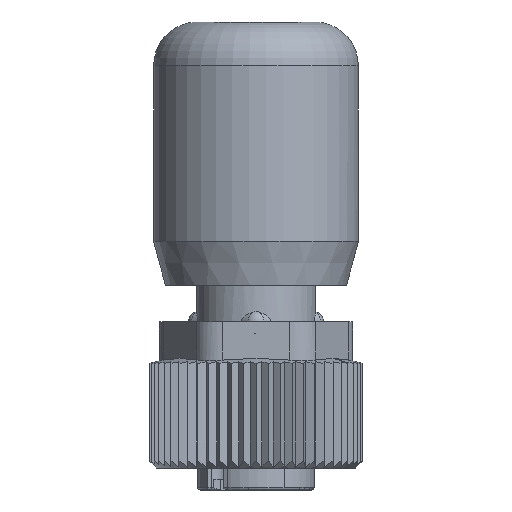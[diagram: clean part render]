
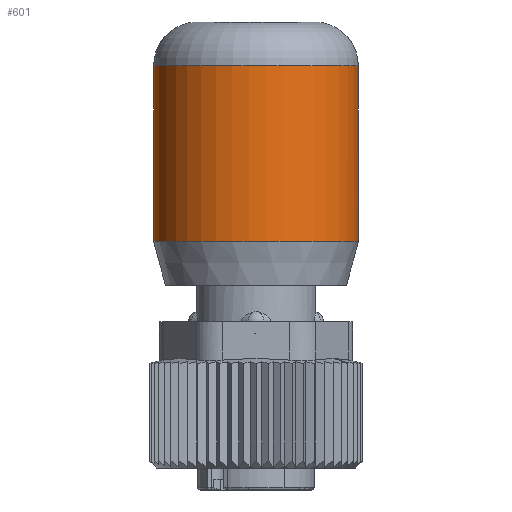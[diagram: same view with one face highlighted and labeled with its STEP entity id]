
A CAD part, front view. The second image highlights one B-rep face of the part: STEP entity #601.
In plain terms, the highlighted cylindrical face has radius 7 mm (diameter 14 mm), a partial arc.
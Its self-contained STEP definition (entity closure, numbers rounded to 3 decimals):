
#328=AXIS2_PLACEMENT_3D('Cylinder Axis2P3D',#325,#326,#327) ;
#571=AXIS2_PLACEMENT_3D('Circle Axis2P3D',#569,#570,$) ;
#578=AXIS2_PLACEMENT_3D('Circle Axis2P3D',#576,#577,$) ;
#583=AXIS2_PLACEMENT_3D('Circle Axis2P3D',#581,#582,$) ;
#590=AXIS2_PLACEMENT_3D('Circle Axis2P3D',#588,#589,$) ;
#325=CARTESIAN_POINT('Axis2P3D Location',(7.261,7.3,25.)) ;
#334=CARTESIAN_POINT('Vertex',(14.261,7.3,29.)) ;
#339=CARTESIAN_POINT('Line Origine',(14.261,7.3,25.)) ;
#343=CARTESIAN_POINT('Vertex',(14.261,7.3,17.)) ;
#350=CARTESIAN_POINT('Vertex',(0.261,7.3,17.)) ;
#353=CARTESIAN_POINT('Line Origine',(0.261,7.3,25.)) ;
#357=CARTESIAN_POINT('Vertex',(0.261,7.3,29.)) ;
#569=CARTESIAN_POINT('Axis2P3D Location',(7.261,7.3,29.)) ;
#573=CARTESIAN_POINT('Vertex',(13.52,4.164,29.)) ;
#576=CARTESIAN_POINT('Axis2P3D Location',(7.261,7.3,29.)) ;
#581=CARTESIAN_POINT('Axis2P3D Location',(7.261,7.3,17.)) ;
#585=CARTESIAN_POINT('Vertex',(13.952,5.242,17.)) ;
#588=CARTESIAN_POINT('Axis2P3D Location',(7.261,7.3,17.)) ;
#326=DIRECTION('Axis2P3D Direction',(0.,0.,1.)) ;
#327=DIRECTION('Axis2P3D XDirection',(1.,0.,0.)) ;
#340=DIRECTION('Vector Direction',(0.,0.,1.)) ;
#354=DIRECTION('Vector Direction',(0.,0.,1.)) ;
#570=DIRECTION('Axis2P3D Direction',(0.,0.,1.)) ;
#577=DIRECTION('Axis2P3D Direction',(0.,0.,1.)) ;
#582=DIRECTION('Axis2P3D Direction',(0.,0.,1.)) ;
#589=DIRECTION('Axis2P3D Direction',(0.,0.,1.)) ;
#341=VECTOR('Line Direction',#340,1.) ;
#355=VECTOR('Line Direction',#354,1.) ;
#594=ORIENTED_EDGE('',*,*,#345,.T.) ;
#595=ORIENTED_EDGE('',*,*,#575,.F.) ;
#596=ORIENTED_EDGE('',*,*,#580,.F.) ;
#597=ORIENTED_EDGE('',*,*,#359,.F.) ;
#598=ORIENTED_EDGE('',*,*,#587,.T.) ;
#599=ORIENTED_EDGE('',*,*,#592,.T.) ;
#601=ADVANCED_FACE('Hauptk\X2\00F6\X0\rper',(#600),#329,.T.) ;
#572=CIRCLE('generated circle',#571,7.) ;
#579=CIRCLE('generated circle',#578,7.) ;
#584=CIRCLE('generated circle',#583,7.) ;
#591=CIRCLE('generated circle',#590,7.) ;
#329=CYLINDRICAL_SURFACE('generated cylinder',#328,7.) ;
#345=EDGE_CURVE('',#344,#335,#342,.T.) ;
#359=EDGE_CURVE('',#351,#358,#356,.T.) ;
#575=EDGE_CURVE('',#574,#335,#572,.T.) ;
#580=EDGE_CURVE('',#358,#574,#579,.T.) ;
#587=EDGE_CURVE('',#351,#586,#584,.T.) ;
#592=EDGE_CURVE('',#586,#344,#591,.T.) ;
#593=EDGE_LOOP('',(#594,#595,#596,#597,#598,#599)) ;
#600=FACE_OUTER_BOUND('',#593,.T.) ;
#342=LINE('Line',#339,#341) ;
#356=LINE('Line',#353,#355) ;
#335=VERTEX_POINT('',#334) ;
#344=VERTEX_POINT('',#343) ;
#351=VERTEX_POINT('',#350) ;
#358=VERTEX_POINT('',#357) ;
#574=VERTEX_POINT('',#573) ;
#586=VERTEX_POINT('',#585) ;
